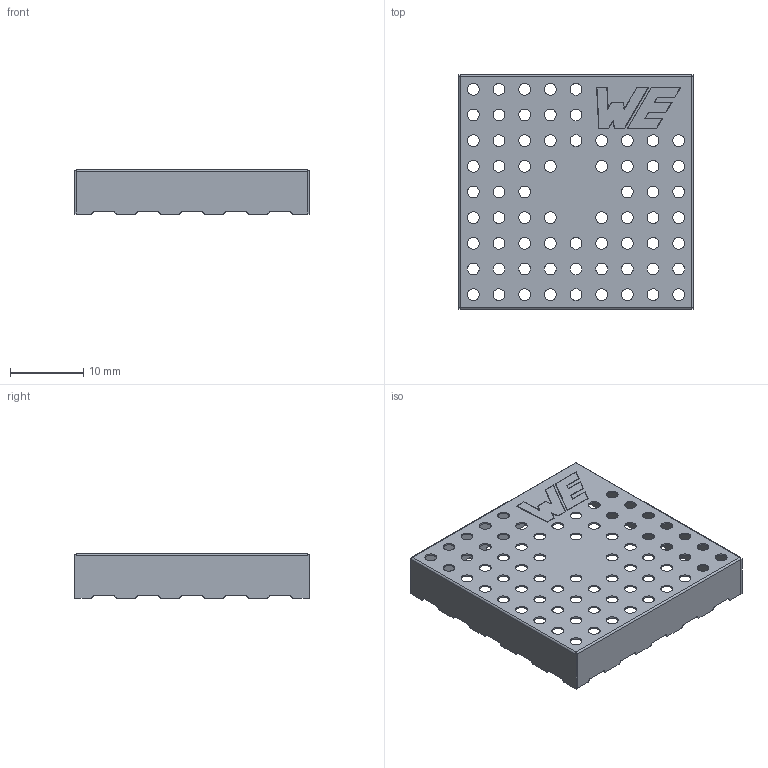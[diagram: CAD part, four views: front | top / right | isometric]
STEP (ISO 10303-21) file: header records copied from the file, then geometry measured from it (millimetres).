
FILE_DESCRIPTION(/* description */ ('Unknown'),/* implementation_level */ '2;1');
FILE_NAME(/* name */ 'H_Wurth_WE-SHC-ONE-PIECE_36906326S',/* time_stamp */ '2025-07-03T15:49:15+08:00',/* author */ ('Unknown'),/* organization */ ('Unknown'),/* preprocessor_version */ 'ST-DEVELOPER v19.4',/* originating_system */ 'Solid Edge',/* authorisation */ 'Unknown');
FILE_SCHEMA (('AUTOMOTIVE_DESIGN {1 0 10303 214 3 1 1}'));
Length unit declared in the file: millimetre
Products named in the file (1): H_Wurth_WE-SHC-ONE-PIECE_36906326S
Bounding box: 32 x 32 x 6 mm (x, y, z)
Volume: 318.2 mm3; surface area: 3292 mm2
Topology: 1 solids, 1 shells, 278 faces, 841 edges, 567 vertices
Faces by surface type: cylinder 156, plane 122
Full cylindrical faces by diameter (mm): 1.6 x68
Entity records: 8919 total; most frequent: DIRECTION 1575, CARTESIAN_POINT 1483, ORIENTED_EDGE 1410, EDGE_CURVE 705, AXIS2_PLACEMENT_3D 591, VERTEX_POINT 499, EDGE_LOOP 484, FACE_BOUND 484
